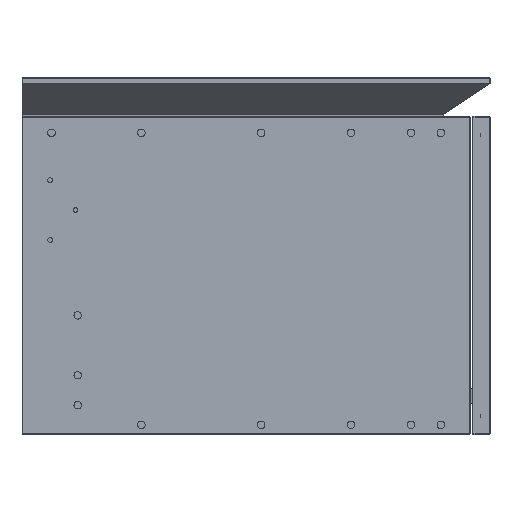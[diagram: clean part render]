
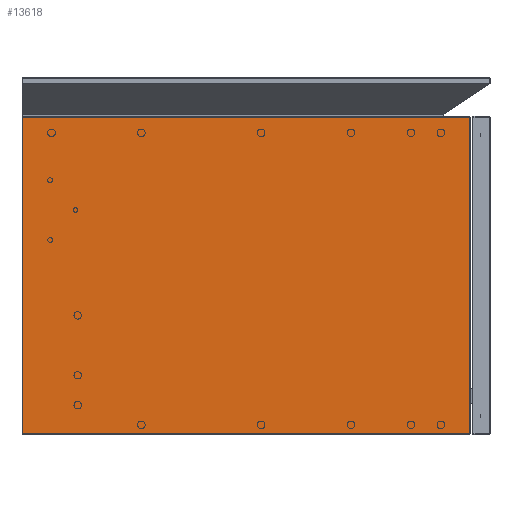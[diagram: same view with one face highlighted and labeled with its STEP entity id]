
A CAD part, left-side view. The second image highlights one B-rep face of the part: STEP entity #13618.
In plain terms, the highlighted planar face has unit normal (-1, 0, 0).
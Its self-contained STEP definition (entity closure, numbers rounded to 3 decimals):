
#12533=CARTESIAN_POINT('',(-1713.055,10763.208,-0.8));
#12534=VERTEX_POINT('',#12533);
#12541=CARTESIAN_POINT('',(-1713.055,10285.008,-0.8));
#12542=VERTEX_POINT('',#12541);
#12543=CARTESIAN_POINT('',(-1713.055,10763.208,-0.8));
#12544=DIRECTION('',(0.0,-1.0,0.0));
#12545=VECTOR('',#12544,478.2);
#12546=LINE('',#12543,#12545);
#12547=EDGE_CURVE('',#12534,#12542,#12546,.T.);
#12564=CARTESIAN_POINT('',(-1713.055,10285.008,-339.2));
#12565=VERTEX_POINT('',#12564);
#12566=CARTESIAN_POINT('',(-1713.055,10285.008,-0.8));
#12567=DIRECTION('',(0.0,0.0,-1.0));
#12568=VECTOR('',#12567,338.4);
#12569=LINE('',#12566,#12568);
#12570=EDGE_CURVE('',#12542,#12565,#12569,.T.);
#12603=CARTESIAN_POINT('',(-1713.055,10763.208,-339.2));
#12604=VERTEX_POINT('',#12603);
#12628=CARTESIAN_POINT('',(-1713.055,10285.008,-339.2));
#12629=DIRECTION('',(0.0,1.0,0.0));
#12630=VECTOR('',#12629,478.2);
#12631=LINE('',#12628,#12630);
#12632=EDGE_CURVE('',#12565,#12604,#12631,.T.);
#12714=CARTESIAN_POINT('',(-1713.055,10763.208,-339.2));
#12715=DIRECTION('',(0.0,0.0,1.0));
#12716=VECTOR('',#12715,338.4);
#12717=LINE('',#12714,#12716);
#12718=EDGE_CURVE('',#12604,#12534,#12717,.T.);
#13607=CARTESIAN_POINT('',(-1713.055,10524.108,-0.799));
#13608=DIRECTION('',(-1.0,0.0,0.0));
#13609=DIRECTION('',(0.0,0.0,1.0));
#13610=AXIS2_PLACEMENT_3D('',#13607,#13608,#13609);
#13611=PLANE('',#13610);
#13612=ORIENTED_EDGE('',*,*,#12547,.F.);
#13613=ORIENTED_EDGE('',*,*,#12718,.F.);
#13614=ORIENTED_EDGE('',*,*,#12632,.F.);
#13615=ORIENTED_EDGE('',*,*,#12570,.F.);
#13616=EDGE_LOOP('',(#13612,#13613,#13614,#13615));
#13617=FACE_OUTER_BOUND('',#13616,.T.);
#13618=ADVANCED_FACE('',(#13617),#13611,.T.);
